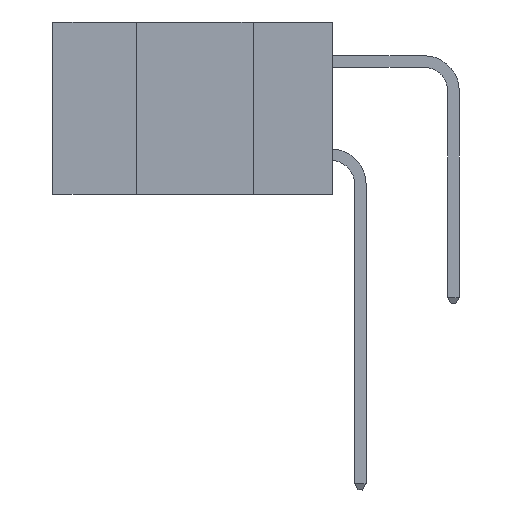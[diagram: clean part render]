
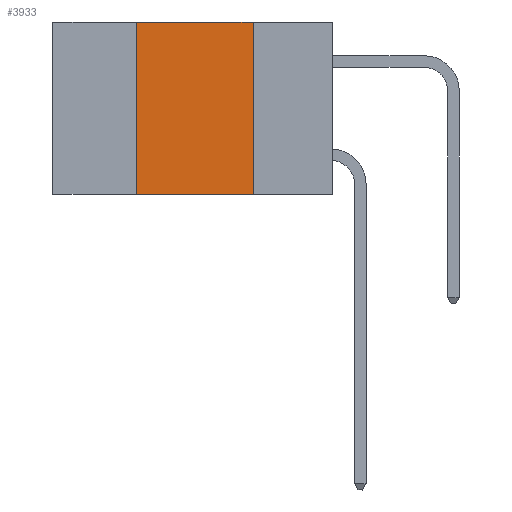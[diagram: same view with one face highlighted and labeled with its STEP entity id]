
A CAD part, left-side view. The second image highlights one B-rep face of the part: STEP entity #3933.
In plain terms, the highlighted planar face has unit normal (-1, 0, 0).
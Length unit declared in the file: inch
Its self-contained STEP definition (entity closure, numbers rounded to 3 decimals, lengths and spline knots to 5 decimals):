
#255 = CARTESIAN_POINT ( 'NONE',  ( 0., 0.6, 0. ) ) ;
#3804 = VERTEX_POINT ( 'NONE', #9221 ) ;
#3933 = ADVANCED_FACE ( 'NONE', ( #21912 ), #26401, .F. ) ;
#4527 = DIRECTION ( 'NONE',  ( 0., 0., -1. ) ) ;
#5212 = LINE ( 'NONE', #21999, #26586 ) ;
#5732 = ORIENTED_EDGE ( 'NONE', *, *, #14591, .T. ) ;
#7163 = VECTOR ( 'NONE', #7782, 39.37008 ) ;
#7782 = DIRECTION ( 'NONE',  ( 0., 0., 1. ) ) ;
#8474 = VERTEX_POINT ( 'NONE', #17691 ) ;
#9106 = VECTOR ( 'NONE', #4527, 39.37008 ) ;
#9221 = CARTESIAN_POINT ( 'NONE',  ( 0., 0.17, -0.37 ) ) ;
#10055 = ORIENTED_EDGE ( 'NONE', *, *, #11688, .F. ) ;
#10588 = VERTEX_POINT ( 'NONE', #25934 ) ;
#11022 = CARTESIAN_POINT ( 'NONE',  ( 0., 0.17, 0. ) ) ;
#11049 = ORIENTED_EDGE ( 'NONE', *, *, #21790, .F. ) ;
#11175 = CARTESIAN_POINT ( 'NONE',  ( 0., 0.17, 0. ) ) ;
#11688 = EDGE_CURVE ( 'NONE', #10588, #8474, #22991, .T. ) ;
#12280 = CARTESIAN_POINT ( 'NONE',  ( 0., 0.42, 0. ) ) ;
#12829 = CARTESIAN_POINT ( 'NONE',  ( 0., 0.6, 0. ) ) ;
#14591 = EDGE_CURVE ( 'NONE', #10588, #3804, #5212, .T. ) ;
#14704 = LINE ( 'NONE', #12829, #20888 ) ;
#15333 = AXIS2_PLACEMENT_3D ( 'NONE', #255, #15689, #19926 ) ;
#15689 = DIRECTION ( 'NONE',  ( 1., 0., 0. ) ) ;
#17691 = CARTESIAN_POINT ( 'NONE',  ( 0., 0.42, 0. ) ) ;
#19926 = DIRECTION ( 'NONE',  ( 0., 0., -1. ) ) ;
#19996 = DIRECTION ( 'NONE',  ( 0., -1., 0. ) ) ;
#20063 = EDGE_CURVE ( 'NONE', #8474, #22253, #14704, .T. ) ;
#20888 = VECTOR ( 'NONE', #23501, 39.37008 ) ;
#20891 = EDGE_LOOP ( 'NONE', ( #11049, #24726, #10055, #5732 ) ) ;
#21790 = EDGE_CURVE ( 'NONE', #22253, #3804, #25279, .T. ) ;
#21912 = FACE_OUTER_BOUND ( 'NONE', #20891, .T. ) ;
#21999 = CARTESIAN_POINT ( 'NONE',  ( 0., 0.6, -0.37 ) ) ;
#22253 = VERTEX_POINT ( 'NONE', #11175 ) ;
#22991 = LINE ( 'NONE', #12280, #7163 ) ;
#23501 = DIRECTION ( 'NONE',  ( 0., -1., 0. ) ) ;
#24726 = ORIENTED_EDGE ( 'NONE', *, *, #20063, .F. ) ;
#25279 = LINE ( 'NONE', #11022, #9106 ) ;
#25934 = CARTESIAN_POINT ( 'NONE',  ( 0., 0.42, -0.37 ) ) ;
#26401 = PLANE ( 'NONE',  #15333 ) ;
#26586 = VECTOR ( 'NONE', #19996, 39.37008 ) ;
